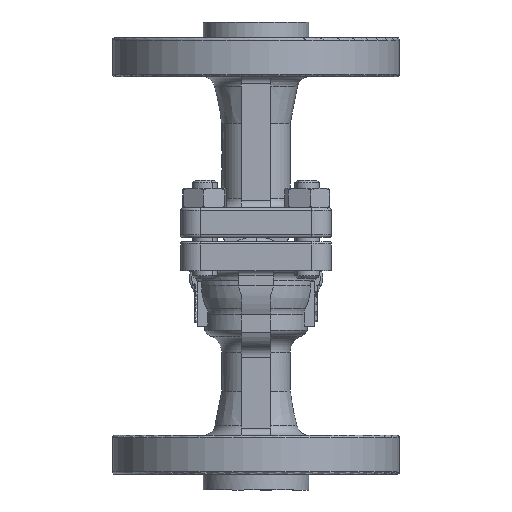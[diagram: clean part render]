
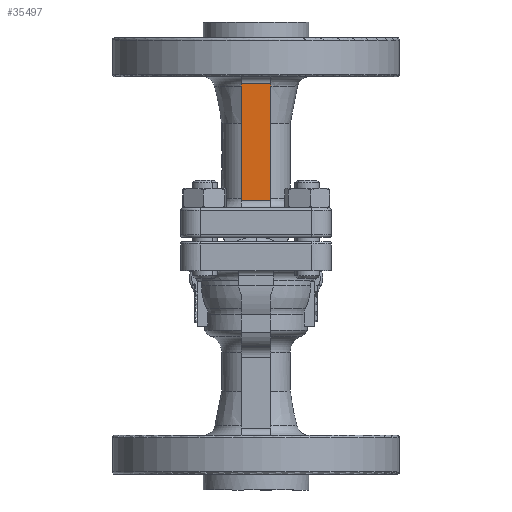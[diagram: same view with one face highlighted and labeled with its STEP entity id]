
A CAD part, front view. The second image highlights one B-rep face of the part: STEP entity #35497.
In plain terms, the highlighted planar face has unit normal (0, -1, 0).
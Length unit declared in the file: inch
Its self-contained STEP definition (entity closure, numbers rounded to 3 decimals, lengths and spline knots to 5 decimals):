
#321 = CARTESIAN_POINT ( 'NONE',  ( -0.07874, -0.7874, 0.59843 ) ) ;
#617 = VERTEX_POINT ( 'NONE', #1664 ) ;
#692 = CARTESIAN_POINT ( 'NONE',  ( -0.23622, -0.7874, 2.47244 ) ) ;
#802 = CARTESIAN_POINT ( 'NONE',  ( 0.23622, -0.7874, 0.59843 ) ) ;
#1029 = CARTESIAN_POINT ( 'NONE',  ( 0.23622, -0.7874, 2.47244 ) ) ;
#1530 = B_SPLINE_CURVE_WITH_KNOTS ( 'NONE', 3,
 ( #39685, #321, #33848, #18610 ),
 .UNSPECIFIED., .F., .F.,
 ( 4, 4 ),
 ( 0., 1. ),
 .UNSPECIFIED. ) ;
#1587 = CARTESIAN_POINT ( 'NONE',  ( 0.23622, -0.7874, 2.47244 ) ) ;
#1664 = CARTESIAN_POINT ( 'NONE',  ( 0.23622, -0.7874, 2.47244 ) ) ;
#4034 = CARTESIAN_POINT ( 'NONE',  ( 0.23622, -0.7874, 0.59843 ) ) ;
#4228 = CARTESIAN_POINT ( 'NONE',  ( 0.23622, -0.7874, 1.2231 ) ) ;
#4253 = DIRECTION ( 'NONE',  ( 0., -1., 0. ) ) ;
#7191 = CARTESIAN_POINT ( 'NONE',  ( -0.23622, -0.7874, 2.47244 ) ) ;
#7524 = ORIENTED_EDGE ( 'NONE', *, *, #8954, .T. ) ;
#8954 = EDGE_CURVE ( 'NONE', #29600, #11223, #1530, .T. ) ;
#9677 = DIRECTION ( 'NONE',  ( 0., 0., -1. ) ) ;
#10378 = B_SPLINE_CURVE_WITH_KNOTS ( 'NONE', 3,
 ( #4034, #4228, #27826, #1029 ),
 .UNSPECIFIED., .F., .F.,
 ( 4, 4 ),
 ( 0., 1. ),
 .UNSPECIFIED. ) ;
#11223 = VERTEX_POINT ( 'NONE', #802 ) ;
#12112 = CARTESIAN_POINT ( 'NONE',  ( -0.23622, -0.7874, 2.47244 ) ) ;
#12692 = FACE_OUTER_BOUND ( 'NONE', #27121, .T. ) ;
#13145 = CARTESIAN_POINT ( 'NONE',  ( -0.23622, -0.7874, 1.2231 ) ) ;
#14600 = B_SPLINE_CURVE_WITH_KNOTS ( 'NONE', 3,
 ( #692, #25233, #13145, #34853 ),
 .UNSPECIFIED., .F., .F.,
 ( 4, 4 ),
 ( 0., 1. ),
 .UNSPECIFIED. ) ;
#16459 = CARTESIAN_POINT ( 'NONE',  ( -0.07874, -0.7874, 2.47244 ) ) ;
#16610 = AXIS2_PLACEMENT_3D ( 'NONE', #18761, #4253, #9677 ) ;
#18141 = CARTESIAN_POINT ( 'NONE',  ( -0.23622, -0.7874, 0.59843 ) ) ;
#18610 = CARTESIAN_POINT ( 'NONE',  ( 0.23622, -0.7874, 0.59843 ) ) ;
#18761 = CARTESIAN_POINT ( 'NONE',  ( 0.23622, -0.7874, 0.48031 ) ) ;
#19998 = EDGE_CURVE ( 'NONE', #617, #28204, #25641, .T. ) ;
#20732 = ORIENTED_EDGE ( 'NONE', *, *, #19998, .T. ) ;
#25233 = CARTESIAN_POINT ( 'NONE',  ( -0.23622, -0.7874, 1.84777 ) ) ;
#25641 = B_SPLINE_CURVE_WITH_KNOTS ( 'NONE', 3,
 ( #1587, #34760, #16459, #7191 ),
 .UNSPECIFIED., .F., .F.,
 ( 4, 4 ),
 ( 0., 1. ),
 .UNSPECIFIED. ) ;
#27121 = EDGE_LOOP ( 'NONE', ( #38172, #20732, #27404, #7524 ) ) ;
#27404 = ORIENTED_EDGE ( 'NONE', *, *, #28373, .T. ) ;
#27498 = EDGE_CURVE ( 'NONE', #11223, #617, #10378, .T. ) ;
#27826 = CARTESIAN_POINT ( 'NONE',  ( 0.23622, -0.7874, 1.84777 ) ) ;
#28204 = VERTEX_POINT ( 'NONE', #12112 ) ;
#28373 = EDGE_CURVE ( 'NONE', #28204, #29600, #14600, .T. ) ;
#29600 = VERTEX_POINT ( 'NONE', #18141 ) ;
#31784 = PLANE ( 'NONE',  #16610 ) ;
#33848 = CARTESIAN_POINT ( 'NONE',  ( 0.07874, -0.7874, 0.59843 ) ) ;
#34760 = CARTESIAN_POINT ( 'NONE',  ( 0.07874, -0.7874, 2.47244 ) ) ;
#34853 = CARTESIAN_POINT ( 'NONE',  ( -0.23622, -0.7874, 0.59843 ) ) ;
#35497 = ADVANCED_FACE ( 'NONE', ( #12692 ), #31784, .T. ) ;
#38172 = ORIENTED_EDGE ( 'NONE', *, *, #27498, .T. ) ;
#39685 = CARTESIAN_POINT ( 'NONE',  ( -0.23622, -0.7874, 0.59843 ) ) ;
